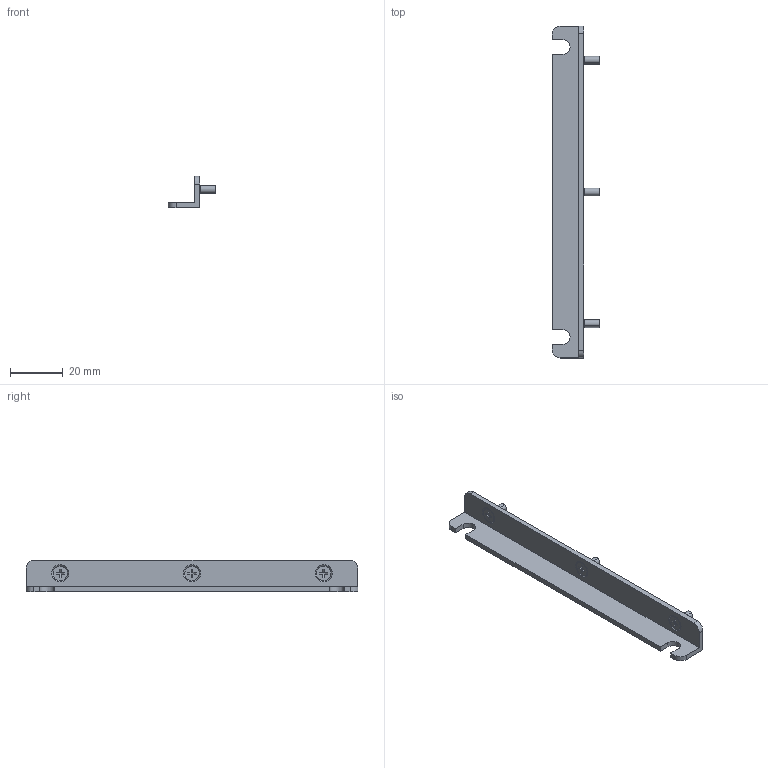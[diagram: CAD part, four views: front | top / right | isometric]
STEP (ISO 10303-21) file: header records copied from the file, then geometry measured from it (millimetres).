
FILE_DESCRIPTION(('CATIA V5 STEP Exchange','CAx-IF Rec.Pracs.--- Model Styling and Organization---1.5--- 2016-08-15','CAx-IF Rec.Pracs.---Supplemental Geometry---1.0---2011-11-01','CAx-IF Rec.Pracs.--- Composite Materials ---1.1---2010-07-15'),'2;1');
FILE_NAME ('D1686730_0', '2025-12-10T09:28:39+00:00', ('none'), ('Weidmueller'), 'CATIA Version 5-6 Release 2024 SP4', 'CATIA V5 STEP AP214 v3', 'none');
FILE_SCHEMA(('AUTOMOTIVE_DESIGN { 1 0 10303 214 1 1 1 1 }'));
Length unit declared in the file: millimetre
Products named in the file (1): S3D_PRO_TOP_BRACKETS
Bounding box: 18 x 126 x 12 mm (x, y, z)
Volume: 5480.8 mm3; surface area: 6386.5 mm2
Topology: 4 solids, 4 shells, 152 faces, 324 edges, 186 vertices
Faces by surface type: plane 98, cylinder 36, cone 18
Entity records: 3548 total; most frequent: ORIENTED_EDGE 648, CARTESIAN_POINT 589, DIRECTION 480, EDGE_CURVE 324, VECTOR 246, LINE 246, VERTEX_POINT 186, EDGE_LOOP 164
